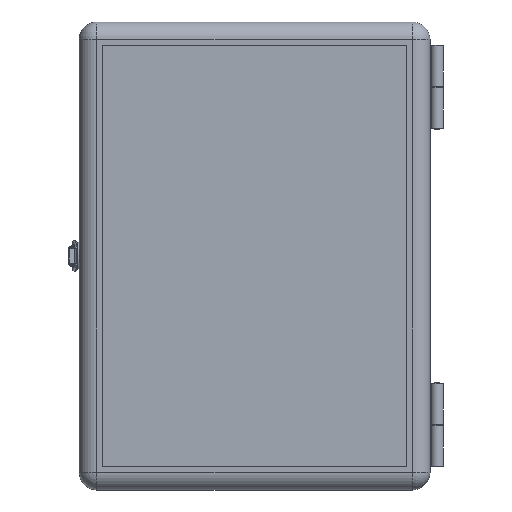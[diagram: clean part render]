
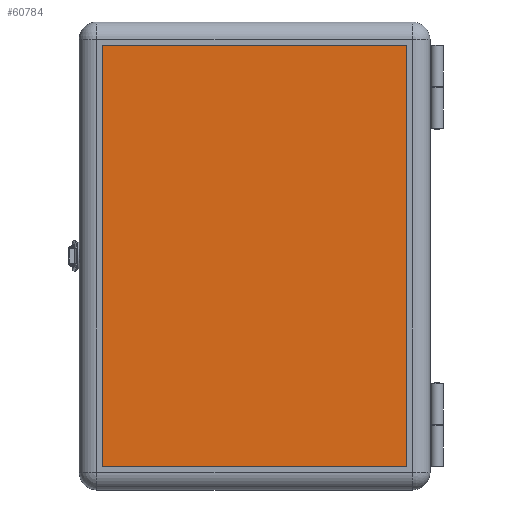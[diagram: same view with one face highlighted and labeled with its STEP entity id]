
A CAD part, top view. The second image highlights one B-rep face of the part: STEP entity #60784.
In plain terms, the highlighted face is planar.
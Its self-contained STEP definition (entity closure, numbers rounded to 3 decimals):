
#7604 = CARTESIAN_POINT ( 'NONE',  ( -130., -180., 0. ) ) ;
#10744 = CARTESIAN_POINT ( 'NONE',  ( 130., -185., 0. ) ) ;
#10746 = LINE ( 'NONE', #10744, #46844 ) ;
#10751 = DIRECTION ( 'NONE',  ( 0., 1., 0. ) ) ;
#10753 = LINE ( 'NONE', #10758, #46847 ) ;
#10758 = CARTESIAN_POINT ( 'NONE',  ( -135., 180., 0. ) ) ;
#10760 = DIRECTION ( 'NONE',  ( -1., 0., 0. ) ) ;
#10765 = CARTESIAN_POINT ( 'NONE',  ( -135., -180., 0. ) ) ;
#10767 = LINE ( 'NONE', #10765, #46851 ) ;
#10771 = LINE ( 'NONE', #10776, #46853 ) ;
#10772 = DIRECTION ( 'NONE',  ( 1., 0., 0. ) ) ;
#10776 = CARTESIAN_POINT ( 'NONE',  ( -130., -185., 0. ) ) ;
#10778 = DIRECTION ( 'NONE',  ( 0., -1., 0. ) ) ;
#21985 = CARTESIAN_POINT ( 'NONE',  ( 130., 180., 0. ) ) ;
#29120 = CARTESIAN_POINT ( 'NONE',  ( 130., -180., 0. ) ) ;
#29229 = CARTESIAN_POINT ( 'NONE',  ( -130., 180., 0. ) ) ;
#38779 = VERTEX_POINT ( 'NONE', #7604 ) ;
#41380 = AXIS2_PLACEMENT_3D ( 'NONE', #42396, #42407, #42408 ) ;
#42396 = CARTESIAN_POINT ( 'NONE',  ( -135., -185., 0. ) ) ;
#42404 = FACE_OUTER_BOUND ( 'NONE', #55098, .T. ) ;
#42405 = PLANE ( 'NONE',  #41380 ) ;
#42407 = DIRECTION ( 'NONE',  ( 0., 0., 1. ) ) ;
#42408 = DIRECTION ( 'NONE',  ( 1., 0., 0. ) ) ;
#46320 = EDGE_CURVE ( 'NONE', #56553, #55182, #10746, .T. ) ;
#46327 = EDGE_CURVE ( 'NONE', #55182, #56951, #10753, .T. ) ;
#46336 = EDGE_CURVE ( 'NONE', #38779, #56553, #10767, .T. ) ;
#46341 = EDGE_CURVE ( 'NONE', #56951, #38779, #10771, .T. ) ;
#46844 = VECTOR ( 'NONE', #10751, 1000. ) ;
#46847 = VECTOR ( 'NONE', #10760, 1000. ) ;
#46851 = VECTOR ( 'NONE', #10772, 1000. ) ;
#46853 = VECTOR ( 'NONE', #10778, 1000. ) ;
#55098 = EDGE_LOOP ( 'NONE', ( #56686, #56690, #56692, #56695 ) ) ;
#55182 = VERTEX_POINT ( 'NONE', #21985 ) ;
#56553 = VERTEX_POINT ( 'NONE', #29120 ) ;
#56686 = ORIENTED_EDGE ( 'NONE', *, *, #46320, .F. ) ;
#56690 = ORIENTED_EDGE ( 'NONE', *, *, #46336, .F. ) ;
#56692 = ORIENTED_EDGE ( 'NONE', *, *, #46341, .F. ) ;
#56695 = ORIENTED_EDGE ( 'NONE', *, *, #46327, .F. ) ;
#56951 = VERTEX_POINT ( 'NONE', #29229 ) ;
#60784 = ADVANCED_FACE ( 'NONE', ( #42404 ), #42405, .F. ) ;
